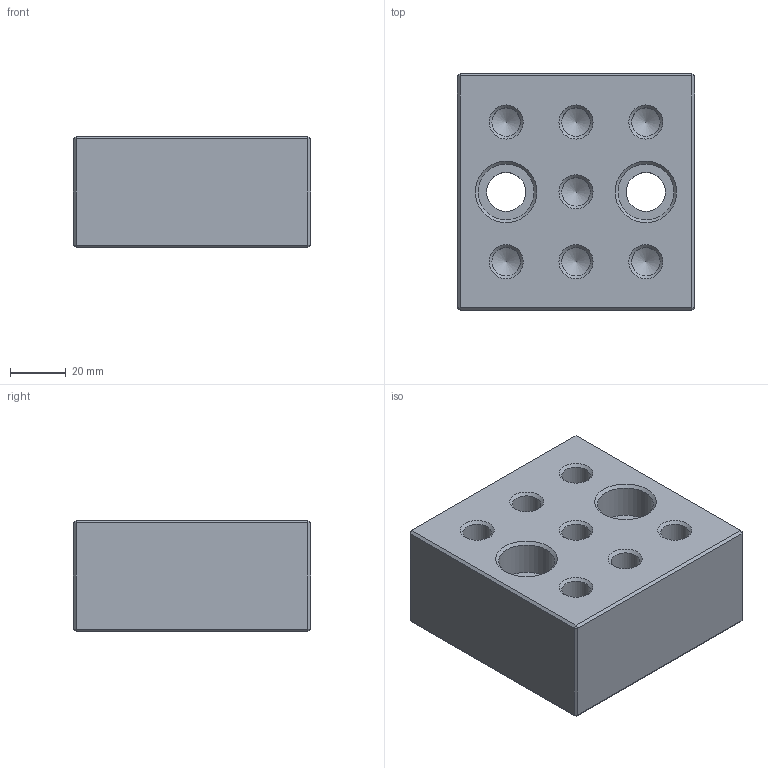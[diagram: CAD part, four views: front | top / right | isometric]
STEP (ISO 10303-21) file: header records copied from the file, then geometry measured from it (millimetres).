
FILE_DESCRIPTION( ( 'Unknown' ), '1' );
FILE_NAME( 'SU06-1240.stp', 'Unknown', ( 'Unknown' ), ( 'Unknown' ), 'XStep 1.0', 'Unknown', ' ' );
FILE_SCHEMA( ( 'CONFIG_CONTROL_DESIGN' ) );
Length unit declared in the file: millimetre
Products named in the file (1): 1
Bounding box: 85 x 85 x 40 mm (x, y, z)
Volume: 254130.1 mm3; surface area: 37530.2 mm2
Topology: 1 solids, 1 shells, 57 faces, 126 edges, 73 vertices
Faces by surface type: plane 28, cone 18, cylinder 11
Full cylindrical faces by diameter (mm): 10.2 x7, 14 x2, 20 x2
Entity records: 1320 total; most frequent: DIRECTION 230, CARTESIAN_POINT 203, ORIENTED_EDGE 162, EDGE_LOOP 92, AXIS2_PLACEMENT_3D 91, EDGE_CURVE 81, FACE_OUTER_BOUND 68, VERTEX_POINT 64
